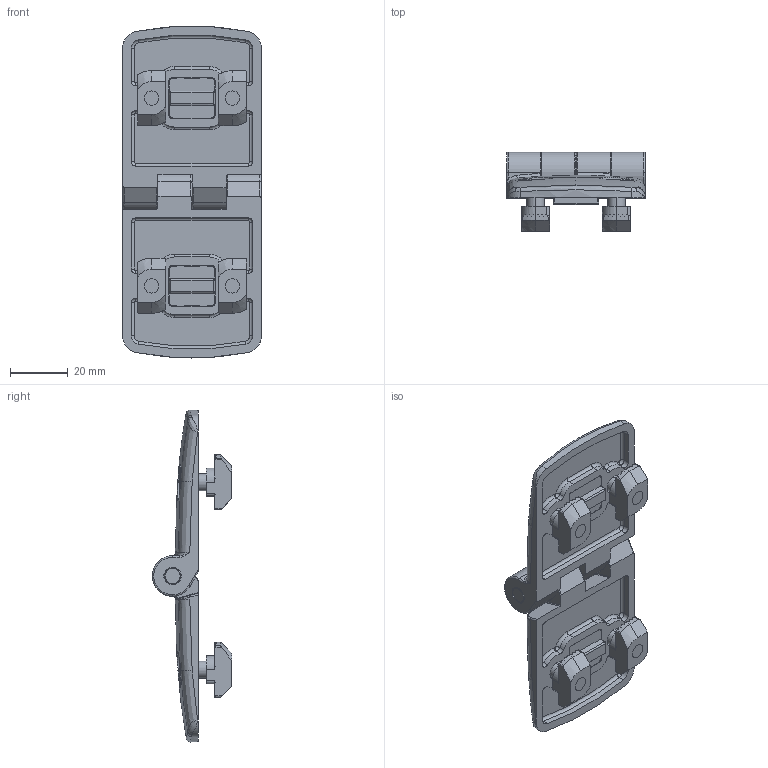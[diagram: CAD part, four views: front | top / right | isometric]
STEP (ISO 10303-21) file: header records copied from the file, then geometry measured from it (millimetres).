
FILE_DESCRIPTION (( 'STEP AP203' ), '1' );
FILE_NAME ('402535648_c_1.STEP', '2022-10-19T01:50:57', ( '' ), ( '' ), 'SwSTEP 2.0', 'SolidWorks 2014', '' );
FILE_SCHEMA (( 'CONFIG_CONTROL_DESIGN' ));
Length unit declared in the file: millimetre
Products named in the file (1): 402535648_c_1
Bounding box: 48 x 27.5 x 115 mm (x, y, z)
Volume: 35181.6 mm3; surface area: 25111.2 mm2
Topology: 13 solids, 13 shells, 1114 faces, 2831 edges, 1731 vertices
Faces by surface type: plane 456, cylinder 354, torus 132, cone 80, bspline 72, sphere 20
Entity records: 39135 total; most frequent: CARTESIAN_POINT 13370, ORIENTED_EDGE 5598, DIRECTION 5204, EDGE_CURVE 2799, AXIS2_PLACEMENT_3D 1947, VERTEX_POINT 1723, VECTOR 1310, LINE 1310
